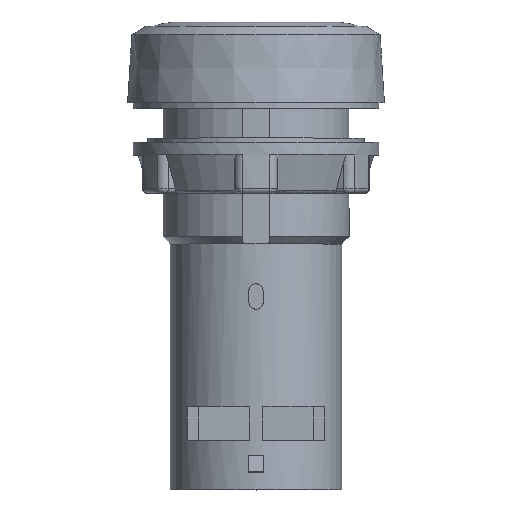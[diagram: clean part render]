
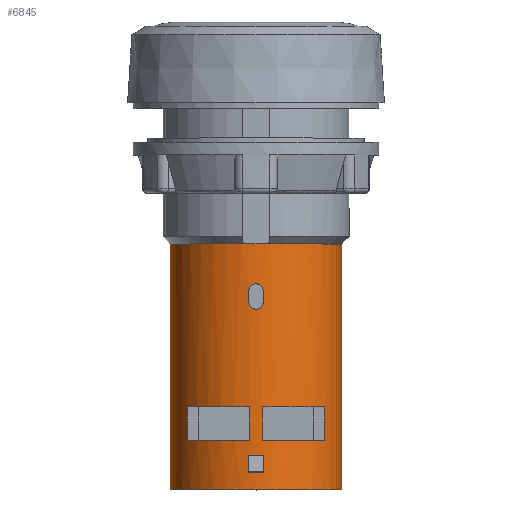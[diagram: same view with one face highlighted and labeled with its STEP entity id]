
A CAD part, top view. The second image highlights one B-rep face of the part: STEP entity #6845.
In plain terms, the highlighted cylindrical face has radius 10.1 mm (diameter 20.2 mm), a partial arc.
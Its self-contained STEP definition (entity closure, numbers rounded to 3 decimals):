
#593=CARTESIAN_POINT('',(0.,-16.7,10.1));
#598=CARTESIAN_POINT('',(0.,-16.7,0.));
#599=DIRECTION('',(0.,-1.,0.));
#600=DIRECTION('',(0.,0.,1.));
#601=AXIS2_PLACEMENT_3D('',#598,#599,#600);
#659=CARTESIAN_POINT('',(0.,-16.7,0.));
#660=DIRECTION('',(0.,-1.,0.));
#661=DIRECTION('',(1.,0.,0.));
#662=AXIS2_PLACEMENT_3D('',#659,#660,#661);
#1924=CARTESIAN_POINT('',(0.,-39.9,0.));
#1925=DIRECTION('',(0.,1.,0.));
#1926=DIRECTION('',(-0.804,0.,0.594));
#1927=AXIS2_PLACEMENT_3D('',#1924,#1925,#1926);
#1932=DIRECTION('',(0.,1.,0.));
#1933=VECTOR('',#1932,4.);
#1934=CARTESIAN_POINT('',(-0.8,-39.9,10.068));
#1935=LINE('',#1934,#1933);
#1939=CARTESIAN_POINT('',(0.,-35.9,0.));
#1940=DIRECTION('',(0.,1.,0.));
#1941=DIRECTION('',(-0.804,0.,0.594));
#1942=AXIS2_PLACEMENT_3D('',#1939,#1940,#1941);
#1947=DIRECTION('',(0.,1.,0.));
#1948=VECTOR('',#1947,4.);
#1949=CARTESIAN_POINT('',(-8.125,-39.9,6.));
#1950=LINE('',#1949,#1948);
#1954=CARTESIAN_POINT('',(0.,-39.9,0.));
#1955=DIRECTION('',(0.,1.,0.));
#1956=DIRECTION('',(0.079,0.,0.997));
#1957=AXIS2_PLACEMENT_3D('',#1954,#1955,#1956);
#1962=DIRECTION('',(0.,1.,0.));
#1963=VECTOR('',#1962,4.);
#1964=CARTESIAN_POINT('',(8.125,-39.9,6.));
#1965=LINE('',#1964,#1963);
#1969=CARTESIAN_POINT('',(0.,-35.9,0.));
#1970=DIRECTION('',(0.,1.,0.));
#1971=DIRECTION('',(0.079,0.,0.997));
#1972=AXIS2_PLACEMENT_3D('',#1969,#1970,#1971);
#1977=DIRECTION('',(0.,1.,0.));
#1978=VECTOR('',#1977,4.);
#1979=CARTESIAN_POINT('',(0.8,-39.9,10.068));
#1980=LINE('',#1979,#1978);
#1984=DIRECTION('',(0.,1.,0.));
#1985=VECTOR('',#1984,2.);
#1986=CARTESIAN_POINT('',(0.9,-43.7,10.06));
#1987=LINE('',#1986,#1985);
#1991=CARTESIAN_POINT('',(0.,-41.7,0.));
#1992=DIRECTION('',(0.,-1.,0.));
#1993=DIRECTION('',(0.089,0.,0.996));
#1994=AXIS2_PLACEMENT_3D('',#1991,#1992,#1993);
#1999=DIRECTION('',(0.,1.,0.));
#2000=VECTOR('',#1999,2.);
#2001=CARTESIAN_POINT('',(-0.9,-43.7,10.06));
#2002=LINE('',#2001,#2000);
#2006=CARTESIAN_POINT('',(0.,-43.7,0.));
#2007=DIRECTION('',(0.,1.,0.));
#2008=DIRECTION('',(-0.089,0.,0.996));
#2009=AXIS2_PLACEMENT_3D('',#2006,#2007,#2008);
#2014=CARTESIAN_POINT('',(0.85,-22.25,10.064));
#2015=CARTESIAN_POINT('',(0.85,-22.158,10.064));
#2016=CARTESIAN_POINT('',(0.822,-21.985,
10.067));
#2017=CARTESIAN_POINT('',(0.699,-21.742,
10.076));
#2018=CARTESIAN_POINT('',(0.508,-21.551,
10.088));
#2019=CARTESIAN_POINT('',(0.267,-21.428,
10.098));
#2020=CARTESIAN_POINT('',(0.,-21.386,10.101));
#2021=CARTESIAN_POINT('',(-0.267,-21.428,
10.098));
#2022=CARTESIAN_POINT('',(-0.508,-21.551,
10.088));
#2023=CARTESIAN_POINT('',(-0.699,-21.742,
10.076));
#2024=CARTESIAN_POINT('',(-0.822,-21.985,
10.067));
#2025=CARTESIAN_POINT('',(-0.85,-22.158,10.064));
#2026=CARTESIAN_POINT('',(-0.85,-22.25,10.064));
#2031=DIRECTION('',(0.,1.,0.));
#2032=VECTOR('',#2031,1.3);
#2033=CARTESIAN_POINT('',(-0.85,-23.55,10.064));
#2034=LINE('',#2033,#2032);
#2038=CARTESIAN_POINT('',(-0.85,-23.55,10.064));
#2039=CARTESIAN_POINT('',(-0.85,-23.642,10.064));
#2040=CARTESIAN_POINT('',(-0.822,-23.815,
10.067));
#2041=CARTESIAN_POINT('',(-0.699,-24.058,
10.076));
#2042=CARTESIAN_POINT('',(-0.508,-24.249,
10.088));
#2043=CARTESIAN_POINT('',(-0.267,-24.372,
10.098));
#2044=CARTESIAN_POINT('',(0.,-24.414,10.101));
#2045=CARTESIAN_POINT('',(0.267,-24.372,
10.098));
#2046=CARTESIAN_POINT('',(0.508,-24.249,
10.088));
#2047=CARTESIAN_POINT('',(0.699,-24.058,
10.076));
#2048=CARTESIAN_POINT('',(0.822,-23.815,
10.067));
#2049=CARTESIAN_POINT('',(0.85,-23.642,10.064));
#2050=CARTESIAN_POINT('',(0.85,-23.55,10.064));
#2055=DIRECTION('',(0.,1.,0.));
#2056=VECTOR('',#2055,1.3);
#2057=CARTESIAN_POINT('',(0.85,-23.55,10.064));
#2058=LINE('',#2057,#2056);
#2062=DIRECTION('',(0.,1.,0.));
#2063=VECTOR('',#2062,29.);
#2064=CARTESIAN_POINT('',(10.1,-45.7,0.));
#2065=LINE('',#2064,#2063);
#2069=CARTESIAN_POINT('',(0.,-45.7,0.));
#2070=DIRECTION('',(0.,-1.,0.));
#2071=DIRECTION('',(1.,0.,0.));
#2072=AXIS2_PLACEMENT_3D('',#2069,#2070,#2071);
#2077=DIRECTION('',(0.,1.,0.));
#2078=VECTOR('',#2077,29.);
#2079=CARTESIAN_POINT('',(-10.1,-45.7,0.));
#2080=LINE('',#2079,#2078);
#4657=CARTESIAN_POINT('',(10.1,-45.7,0.));
#4658=CARTESIAN_POINT('',(10.1,-16.7,0.));
#4659=VERTEX_POINT('',#4657);
#4660=VERTEX_POINT('',#4658);
#4673=CARTESIAN_POINT('',(-10.1,-45.7,0.));
#4674=CARTESIAN_POINT('',(-10.1,-16.7,0.));
#4675=VERTEX_POINT('',#4673);
#4676=VERTEX_POINT('',#4674);
#4703=CARTESIAN_POINT('',(-8.125,-39.9,6.));
#4704=CARTESIAN_POINT('',(-0.8,-39.9,10.068));
#4705=VERTEX_POINT('',#4703);
#4706=VERTEX_POINT('',#4704);
#4707=CARTESIAN_POINT('',(0.8,-39.9,10.068));
#4708=CARTESIAN_POINT('',(8.125,-39.9,6.));
#4709=VERTEX_POINT('',#4707);
#4710=VERTEX_POINT('',#4708);
#4711=CARTESIAN_POINT('',(-8.125,-35.9,6.));
#4712=CARTESIAN_POINT('',(-0.8,-35.9,10.068));
#4713=VERTEX_POINT('',#4711);
#4714=VERTEX_POINT('',#4712);
#4715=CARTESIAN_POINT('',(0.8,-35.9,10.068));
#4716=CARTESIAN_POINT('',(8.125,-35.9,6.));
#4717=VERTEX_POINT('',#4715);
#4718=VERTEX_POINT('',#4716);
#4751=CARTESIAN_POINT('',(0.9,-43.7,10.06));
#4752=CARTESIAN_POINT('',(0.9,-41.7,10.06));
#4753=VERTEX_POINT('',#4751);
#4754=VERTEX_POINT('',#4752);
#4755=CARTESIAN_POINT('',(-0.9,-43.7,10.06));
#4756=CARTESIAN_POINT('',(-0.9,-41.7,10.06));
#4757=VERTEX_POINT('',#4755);
#4758=VERTEX_POINT('',#4756);
#4760=CARTESIAN_POINT('',(0.85,-22.25,10.064));
#4762=VERTEX_POINT('',#4760);
#4769=CARTESIAN_POINT('',(0.85,-23.55,10.064));
#4770=VERTEX_POINT('',#4769);
#4771=CARTESIAN_POINT('',(-0.85,-23.55,10.064));
#4772=CARTESIAN_POINT('',(-0.85,-22.25,10.064));
#4773=VERTEX_POINT('',#4771);
#4774=VERTEX_POINT('',#4772);
#4805=VERTEX_POINT('',#593);
#6795=CARTESIAN_POINT('',(0.,-48.435,0.));
#6796=DIRECTION('',(0.,1.,0.));
#6797=DIRECTION('',(1.,0.,0.));
#6798=AXIS2_PLACEMENT_3D('',#6795,#6796,#6797);
#6799=CYLINDRICAL_SURFACE('',#6798,10.1);
#6800=ORIENTED_EDGE('',*,*,#5663,.F.);
#6801=ORIENTED_EDGE('',*,*,#6414,.F.);
#6802=ORIENTED_EDGE('',*,*,#6784,.T.);
#6803=ORIENTED_EDGE('',*,*,#6410,.T.);
#6804=ORIENTED_EDGE('',*,*,#5642,.F.);
#6805=EDGE_LOOP('',(#6800,#6801,#6802,#6803,#6804));
#6806=FACE_OUTER_BOUND('',#6805,.F.);
#6807=ORIENTED_EDGE('',*,*,#6516,.T.);
#6809=ORIENTED_EDGE('',*,*,#6808,.T.);
#6811=ORIENTED_EDGE('',*,*,#6810,.F.);
#6813=ORIENTED_EDGE('',*,*,#6812,.F.);
#6814=EDGE_LOOP('',(#6807,#6809,#6811,#6813));
#6815=FACE_BOUND('',#6814,.F.);
#6817=ORIENTED_EDGE('',*,*,#6816,.T.);
#6819=ORIENTED_EDGE('',*,*,#6818,.T.);
#6821=ORIENTED_EDGE('',*,*,#6820,.F.);
#6823=ORIENTED_EDGE('',*,*,#6822,.T.);
#6824=EDGE_LOOP('',(#6817,#6819,#6821,#6823));
#6825=FACE_BOUND('',#6824,.F.);
#6827=ORIENTED_EDGE('',*,*,#6826,.T.);
#6829=ORIENTED_EDGE('',*,*,#6828,.F.);
#6831=ORIENTED_EDGE('',*,*,#6830,.T.);
#6833=ORIENTED_EDGE('',*,*,#6832,.T.);
#6834=EDGE_LOOP('',(#6827,#6829,#6831,#6833));
#6835=FACE_BOUND('',#6834,.F.);
#6836=ORIENTED_EDGE('',*,*,#6468,.T.);
#6838=ORIENTED_EDGE('',*,*,#6837,.T.);
#6840=ORIENTED_EDGE('',*,*,#6839,.F.);
#6842=ORIENTED_EDGE('',*,*,#6841,.F.);
#6843=EDGE_LOOP('',(#6836,#6838,#6840,#6842));
#6844=FACE_BOUND('',#6843,.F.);
#602=CIRCLE('',#601,10.1);
#663=CIRCLE('',#662,10.1);
#1928=CIRCLE('',#1927,10.1);
#1943=CIRCLE('',#1942,10.1);
#1958=CIRCLE('',#1957,10.1);
#1973=CIRCLE('',#1972,10.1);
#1995=CIRCLE('',#1994,10.1);
#2010=CIRCLE('',#2009,10.1);
#2027=B_SPLINE_CURVE_WITH_KNOTS('',3,(#2014,#2015,#2016,#2017,#2018,#2019,#2020,
#2021,#2022,#2023,#2024,#2025,#2026),.UNSPECIFIED.,.F.,.F.,(4,1,1,1,1,1,1,1,1,1,
4),(0.,0.1,0.2,0.3,0.4,0.5,0.6,0.7,0.8,0.9,1.),
.UNSPECIFIED.);
#2051=B_SPLINE_CURVE_WITH_KNOTS('',3,(#2038,#2039,#2040,#2041,#2042,#2043,#2044,
#2045,#2046,#2047,#2048,#2049,#2050),.UNSPECIFIED.,.F.,.F.,(4,1,1,1,1,1,1,1,1,1,
4),(0.,0.1,0.2,0.3,0.4,0.5,0.6,0.7,0.8,0.9,1.),
.UNSPECIFIED.);
#2073=CIRCLE('',#2072,10.1);
#5642=EDGE_CURVE('',#4805,#4676,#602,.T.);
#5663=EDGE_CURVE('',#4660,#4805,#663,.T.);
#6410=EDGE_CURVE('',#4675,#4676,#2080,.T.);
#6414=EDGE_CURVE('',#4659,#4660,#2065,.T.);
#6468=EDGE_CURVE('',#4705,#4706,#1928,.T.);
#6516=EDGE_CURVE('',#4709,#4710,#1958,.T.);
#6784=EDGE_CURVE('',#4659,#4675,#2073,.T.);
#6808=EDGE_CURVE('',#4710,#4718,#1965,.T.);
#6810=EDGE_CURVE('',#4717,#4718,#1973,.T.);
#6812=EDGE_CURVE('',#4709,#4717,#1980,.T.);
#6816=EDGE_CURVE('',#4753,#4754,#1987,.T.);
#6818=EDGE_CURVE('',#4754,#4758,#1995,.T.);
#6820=EDGE_CURVE('',#4757,#4758,#2002,.T.);
#6822=EDGE_CURVE('',#4757,#4753,#2010,.T.);
#6826=EDGE_CURVE('',#4762,#4774,#2027,.T.);
#6828=EDGE_CURVE('',#4773,#4774,#2034,.T.);
#6830=EDGE_CURVE('',#4773,#4770,#2051,.T.);
#6832=EDGE_CURVE('',#4770,#4762,#2058,.T.);
#6837=EDGE_CURVE('',#4706,#4714,#1935,.T.);
#6839=EDGE_CURVE('',#4713,#4714,#1943,.T.);
#6841=EDGE_CURVE('',#4705,#4713,#1950,.T.);
#6845=ADVANCED_FACE('',(#6806,#6815,#6825,#6835,#6844),#6799,.T.);
